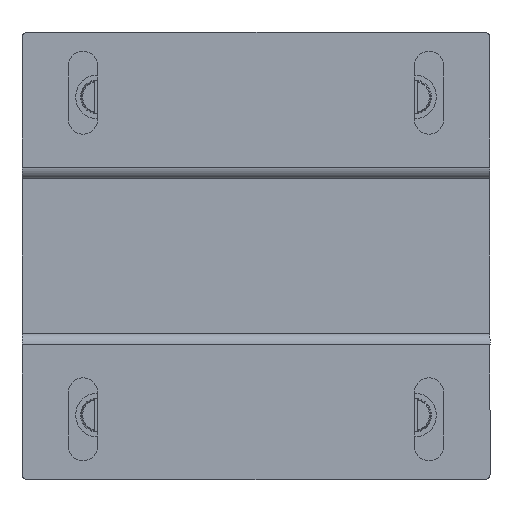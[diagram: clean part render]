
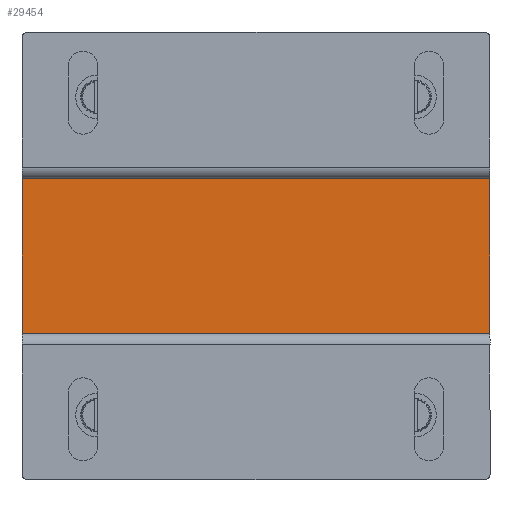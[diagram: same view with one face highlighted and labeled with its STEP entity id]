
A CAD part, front view. The second image highlights one B-rep face of the part: STEP entity #29454.
In plain terms, the highlighted planar face has unit normal (0, -1, 0).
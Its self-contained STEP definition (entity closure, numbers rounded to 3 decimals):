
#44 = DIRECTION ( 'NONE',  ( 0., 1., 0. ) ) ;
#9920 = DIRECTION ( 'NONE',  ( 0., 0., -1. ) ) ;
#11987 = PLANE ( 'NONE',  #111737 ) ;
#12894 = VECTOR ( 'NONE', #21500, 1000. ) ;
#15487 = VECTOR ( 'NONE', #67250, 1000. ) ;
#18259 = EDGE_CURVE ( 'NONE', #32426, #111050, #23984, .T. ) ;
#21500 = DIRECTION ( 'NONE',  ( 0., 0., 1. ) ) ;
#23984 = LINE ( 'NONE', #66836, #54728 ) ;
#24128 = EDGE_CURVE ( 'NONE', #32426, #116893, #56686, .T. ) ;
#27367 = CARTESIAN_POINT ( 'NONE',  ( -100.51, -22.267, 209.054 ) ) ;
#29454 = ADVANCED_FACE ( 'NONE', ( #53420 ), #11987, .F. ) ;
#29594 = EDGE_CURVE ( 'NONE', #111050, #71894, #51696, .T. ) ;
#32426 = VERTEX_POINT ( 'NONE', #53938 ) ;
#41863 = CARTESIAN_POINT ( 'NONE',  ( -196.51, -22.267, 177.304 ) ) ;
#47275 = CARTESIAN_POINT ( 'NONE',  ( -100.51, -22.267, 209.054 ) ) ;
#47496 = VECTOR ( 'NONE', #81119, 1000. ) ;
#51696 = LINE ( 'NONE', #41863, #12894 ) ;
#53420 = FACE_OUTER_BOUND ( 'NONE', #70681, .T. ) ;
#53938 = CARTESIAN_POINT ( 'NONE',  ( -100.51, -22.267, 177.304 ) ) ;
#54728 = VECTOR ( 'NONE', #87361, 1000. ) ;
#56686 = LINE ( 'NONE', #131355, #15487 ) ;
#66836 = CARTESIAN_POINT ( 'NONE',  ( -100.51, -22.267, 177.304 ) ) ;
#67250 = DIRECTION ( 'NONE',  ( 0., 0., 1. ) ) ;
#70681 = EDGE_LOOP ( 'NONE', ( #123408, #103436, #133108, #118575 ) ) ;
#71894 = VERTEX_POINT ( 'NONE', #115060 ) ;
#81119 = DIRECTION ( 'NONE',  ( -1., 0., 0. ) ) ;
#87361 = DIRECTION ( 'NONE',  ( -1., 0., 0. ) ) ;
#97896 = CARTESIAN_POINT ( 'NONE',  ( -100.51, -22.267, 177.304 ) ) ;
#103436 = ORIENTED_EDGE ( 'NONE', *, *, #29594, .F. ) ;
#111050 = VERTEX_POINT ( 'NONE', #129269 ) ;
#111737 = AXIS2_PLACEMENT_3D ( 'NONE', #97896, #44, #9920 ) ;
#115060 = CARTESIAN_POINT ( 'NONE',  ( -196.51, -22.267, 209.054 ) ) ;
#116893 = VERTEX_POINT ( 'NONE', #27367 ) ;
#118575 = ORIENTED_EDGE ( 'NONE', *, *, #24128, .T. ) ;
#121988 = LINE ( 'NONE', #47275, #47496 ) ;
#123408 = ORIENTED_EDGE ( 'NONE', *, *, #130504, .T. ) ;
#129269 = CARTESIAN_POINT ( 'NONE',  ( -196.51, -22.267, 177.304 ) ) ;
#130504 = EDGE_CURVE ( 'NONE', #116893, #71894, #121988, .T. ) ;
#131355 = CARTESIAN_POINT ( 'NONE',  ( -100.51, -22.267, 177.304 ) ) ;
#133108 = ORIENTED_EDGE ( 'NONE', *, *, #18259, .F. ) ;
